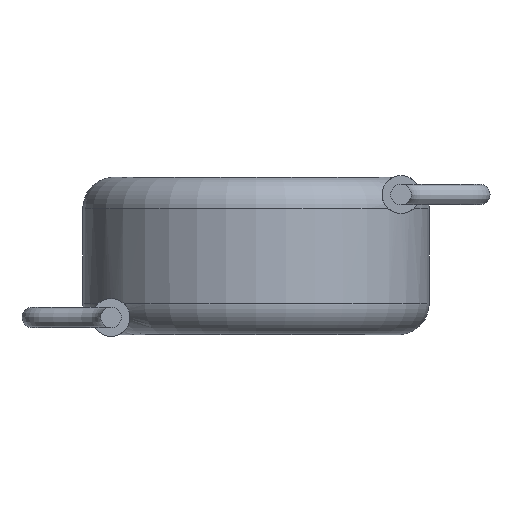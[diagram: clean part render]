
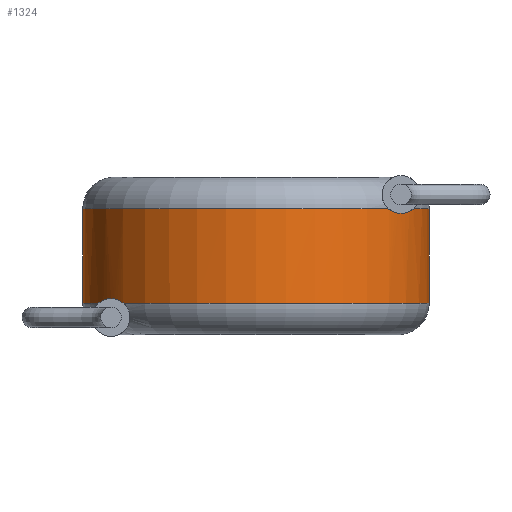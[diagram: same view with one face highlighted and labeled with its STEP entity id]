
A CAD part, front view. The second image highlights one B-rep face of the part: STEP entity #1324.
In plain terms, the highlighted cylindrical face has radius 5.5 mm (diameter 11 mm), a partial arc.
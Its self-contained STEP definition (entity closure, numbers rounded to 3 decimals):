
#1 = ORIENTED_EDGE ( 'NONE', *, *, #1850, .F. ) ;
#54 = VERTEX_POINT ( 'NONE', #240 ) ;
#133 = ORIENTED_EDGE ( 'NONE', *, *, #1951, .F. ) ;
#145 = FACE_OUTER_BOUND ( 'NONE', #2633, .T. ) ;
#197 = CARTESIAN_POINT ( 'NONE',  ( -4.208, -3.541, 1. ) ) ;
#202 = B_SPLINE_CURVE_WITH_KNOTS ( 'NONE', 3,
 ( #567, #1801, #2792, #1480 ),
 .UNSPECIFIED., .F., .F.,
 ( 4, 4 ),
 ( 0., 0. ),
 .UNSPECIFIED. ) ;
#240 = CARTESIAN_POINT ( 'NONE',  ( -5.5, 0., 1. ) ) ;
#352 = DIRECTION ( 'NONE',  ( 1., 0., 0. ) ) ;
#534 = DIRECTION ( 'NONE',  ( 0., 0., 1. ) ) ;
#552 = CARTESIAN_POINT ( 'NONE',  ( -4.92, -2.461, 1.062 ) ) ;
#567 = CARTESIAN_POINT ( 'NONE',  ( -4.998, -2.295, 1. ) ) ;
#623 = CARTESIAN_POINT ( 'NONE',  ( 5.5, 0., 4. ) ) ;
#702 = AXIS2_PLACEMENT_3D ( 'NONE', #1467, #2692, #1719 ) ;
#748 = EDGE_CURVE ( 'NONE', #3119, #3813, #202, .T. ) ;
#772 = EDGE_CURVE ( 'NONE', #2608, #1626, #3665, .T. ) ;
#805 = AXIS2_PLACEMENT_3D ( 'NONE', #2269, #3588, #352 ) ;
#857 = CARTESIAN_POINT ( 'NONE',  ( 4.604, -3.01, 3.851 ) ) ;
#875 = CARTESIAN_POINT ( 'NONE',  ( -4.559, -3.079, 1.151 ) ) ;
#977 = CIRCLE ( 'NONE', #3424, 5.5 ) ;
#1085 = VERTEX_POINT ( 'NONE', #623 ) ;
#1123 = CARTESIAN_POINT ( 'NONE',  ( 4.208, -3.541, 4. ) ) ;
#1139 = LINE ( 'NONE', #4159, #1282 ) ;
#1153 = CARTESIAN_POINT ( 'NONE',  ( 4.979, -2.336, 3.983 ) ) ;
#1166 = CARTESIAN_POINT ( 'NONE',  ( -4.349, -3.369, 1.097 ) ) ;
#1173 = CARTESIAN_POINT ( 'NONE',  ( 4.541, -3.106, 3.851 ) ) ;
#1177 = CARTESIAN_POINT ( 'NONE',  ( -4.277, -3.46, 1.06 ) ) ;
#1232 = DIRECTION ( 'NONE',  ( 1., 0., 0. ) ) ;
#1242 = ORIENTED_EDGE ( 'NONE', *, *, #748, .T. ) ;
#1282 = VECTOR ( 'NONE', #2227, 1000. ) ;
#1324 = ADVANCED_FACE ( 'NONE', ( #145 ), #3880, .T. ) ;
#1387 = VERTEX_POINT ( 'NONE', #3354 ) ;
#1458 = EDGE_CURVE ( 'NONE', #3503, #1387, #1753, .T. ) ;
#1467 = CARTESIAN_POINT ( 'NONE',  ( 0., 0., 4. ) ) ;
#1479 = CARTESIAN_POINT ( 'NONE',  ( -4.491, -3.178, 1.143 ) ) ;
#1480 = CARTESIAN_POINT ( 'NONE',  ( -4.969, -2.357, 1.024 ) ) ;
#1537 = B_SPLINE_CURVE_WITH_KNOTS ( 'NONE', 3,
 ( #3174, #4096, #3789, #1853 ),
 .UNSPECIFIED., .F., .F.,
 ( 4, 4 ),
 ( 0.003, 0.004 ),
 .UNSPECIFIED. ) ;
#1578 = DIRECTION ( 'NONE',  ( -1., 0., 0. ) ) ;
#1626 = VERTEX_POINT ( 'NONE', #3270 ) ;
#1651 = CIRCLE ( 'NONE', #702, 5.5 ) ;
#1675 = CARTESIAN_POINT ( 'NONE',  ( -4.998, -2.295, 1. ) ) ;
#1719 = DIRECTION ( 'NONE',  ( 1., 0., 0. ) ) ;
#1753 = CIRCLE ( 'NONE', #3299, 5.5 ) ;
#1763 = ORIENTED_EDGE ( 'NONE', *, *, #2757, .T. ) ;
#1795 = CARTESIAN_POINT ( 'NONE',  ( 4.208, -3.541, 4. ) ) ;
#1801 = CARTESIAN_POINT ( 'NONE',  ( -4.989, -2.316, 1.009 ) ) ;
#1825 = CARTESIAN_POINT ( 'NONE',  ( 4.998, -2.295, 4. ) ) ;
#1850 = EDGE_CURVE ( 'NONE', #1085, #3394, #3585, .T. ) ;
#1853 = CARTESIAN_POINT ( 'NONE',  ( 4.969, -2.357, 3.976 ) ) ;
#1951 = EDGE_CURVE ( 'NONE', #4128, #1626, #1537, .T. ) ;
#2042 = AXIS2_PLACEMENT_3D ( 'NONE', #2810, #2173, #1578 ) ;
#2064 = EDGE_CURVE ( 'NONE', #3503, #4128, #3985, .T. ) ;
#2088 = EDGE_CURVE ( 'NONE', #1387, #54, #1139, .T. ) ;
#2108 = CARTESIAN_POINT ( 'NONE',  ( 4.969, -2.357, 3.976 ) ) ;
#2115 = CARTESIAN_POINT ( 'NONE',  ( 4.272, -3.465, 3.944 ) ) ;
#2173 = DIRECTION ( 'NONE',  ( 0., 0., -1. ) ) ;
#2217 = EDGE_CURVE ( 'NONE', #54, #3119, #3730, .T. ) ;
#2227 = DIRECTION ( 'NONE',  ( 0., 0., -1. ) ) ;
#2269 = CARTESIAN_POINT ( 'NONE',  ( 0., 0., 1. ) ) ;
#2287 = B_SPLINE_CURVE_WITH_KNOTS ( 'NONE', 3,
 ( #197, #1177, #1166, #1479, #875, #2493, #2459, #2804, #552, #3441 ),
 .UNSPECIFIED., .F., .F.,
 ( 4, 2, 2, 2, 4 ),
 ( 0., 0., 0.001, 0.001, 0.001 ),
 .UNSPECIFIED. ) ;
#2332 = ORIENTED_EDGE ( 'NONE', *, *, #772, .T. ) ;
#2365 = ORIENTED_EDGE ( 'NONE', *, *, #2088, .T. ) ;
#2412 = ORIENTED_EDGE ( 'NONE', *, *, #2064, .F. ) ;
#2459 = CARTESIAN_POINT ( 'NONE',  ( -4.752, -2.772, 1.133 ) ) ;
#2460 = CARTESIAN_POINT ( 'NONE',  ( 4.998, -2.295, 4. ) ) ;
#2493 = CARTESIAN_POINT ( 'NONE',  ( -4.69, -2.876, 1.146 ) ) ;
#2510 = DIRECTION ( 'NONE',  ( 1., 0., 0. ) ) ;
#2543 = CARTESIAN_POINT ( 'NONE',  ( -4.969, -2.357, 1.024 ) ) ;
#2583 = CARTESIAN_POINT ( 'NONE',  ( 5.5, 0., 1. ) ) ;
#2608 = VERTEX_POINT ( 'NONE', #1825 ) ;
#2633 = EDGE_LOOP ( 'NONE', ( #1, #1763, #2332, #133, #2412, #3277, #2365, #2832, #1242, #2903, #2882 ) ) ;
#2692 = DIRECTION ( 'NONE',  ( 0., 0., -1. ) ) ;
#2754 = DIRECTION ( 'NONE',  ( 0., 0., -1. ) ) ;
#2757 = EDGE_CURVE ( 'NONE', #1085, #2608, #1651, .T. ) ;
#2788 = CARTESIAN_POINT ( 'NONE',  ( 4.342, -3.378, 3.907 ) ) ;
#2792 = CARTESIAN_POINT ( 'NONE',  ( -4.979, -2.336, 1.017 ) ) ;
#2802 = CARTESIAN_POINT ( 'NONE',  ( 4.475, -3.199, 3.861 ) ) ;
#2804 = CARTESIAN_POINT ( 'NONE',  ( -4.867, -2.565, 1.091 ) ) ;
#2810 = CARTESIAN_POINT ( 'NONE',  ( 0., 0., 5. ) ) ;
#2832 = ORIENTED_EDGE ( 'NONE', *, *, #2217, .T. ) ;
#2882 = ORIENTED_EDGE ( 'NONE', *, *, #3662, .T. ) ;
#2903 = ORIENTED_EDGE ( 'NONE', *, *, #3619, .F. ) ;
#3119 = VERTEX_POINT ( 'NONE', #1675 ) ;
#3165 = CARTESIAN_POINT ( 'NONE',  ( 4.989, -2.316, 3.991 ) ) ;
#3174 = CARTESIAN_POINT ( 'NONE',  ( 4.604, -3.01, 3.851 ) ) ;
#3270 = CARTESIAN_POINT ( 'NONE',  ( 4.969, -2.357, 3.976 ) ) ;
#3277 = ORIENTED_EDGE ( 'NONE', *, *, #1458, .T. ) ;
#3299 = AXIS2_PLACEMENT_3D ( 'NONE', #3529, #4118, #1232 ) ;
#3336 = CARTESIAN_POINT ( 'NONE',  ( 4.604, -3.01, 3.851 ) ) ;
#3345 = VERTEX_POINT ( 'NONE', #3388 ) ;
#3354 = CARTESIAN_POINT ( 'NONE',  ( -5.5, 0., 4. ) ) ;
#3388 = CARTESIAN_POINT ( 'NONE',  ( -4.208, -3.541, 1. ) ) ;
#3394 = VERTEX_POINT ( 'NONE', #2583 ) ;
#3424 = AXIS2_PLACEMENT_3D ( 'NONE', #4116, #534, #2510 ) ;
#3441 = CARTESIAN_POINT ( 'NONE',  ( -4.969, -2.357, 1.024 ) ) ;
#3503 = VERTEX_POINT ( 'NONE', #1123 ) ;
#3529 = CARTESIAN_POINT ( 'NONE',  ( 0., 0., 4. ) ) ;
#3532 = VECTOR ( 'NONE', #2754, 1000. ) ;
#3585 = LINE ( 'NONE', #3721, #3532 ) ;
#3588 = DIRECTION ( 'NONE',  ( 0., 0., 1. ) ) ;
#3619 = EDGE_CURVE ( 'NONE', #3345, #3813, #2287, .T. ) ;
#3662 = EDGE_CURVE ( 'NONE', #3345, #3394, #977, .T. ) ;
#3665 = B_SPLINE_CURVE_WITH_KNOTS ( 'NONE', 3,
 ( #2460, #3165, #1153, #2108 ),
 .UNSPECIFIED., .F., .F.,
 ( 4, 4 ),
 ( 0., 0. ),
 .UNSPECIFIED. ) ;
#3721 = CARTESIAN_POINT ( 'NONE',  ( 5.5, 0., 5. ) ) ;
#3730 = CIRCLE ( 'NONE', #805, 5.5 ) ;
#3789 = CARTESIAN_POINT ( 'NONE',  ( 4.865, -2.577, 3.896 ) ) ;
#3813 = VERTEX_POINT ( 'NONE', #2543 ) ;
#3880 = CYLINDRICAL_SURFACE ( 'NONE', #2042, 5.5 ) ;
#3985 = B_SPLINE_CURVE_WITH_KNOTS ( 'NONE', 3,
 ( #1795, #2115, #2788, #2802, #1173, #857 ),
 .UNSPECIFIED., .F., .F.,
 ( 4, 2, 4 ),
 ( 0.003, 0.003, 0.003 ),
 .UNSPECIFIED. ) ;
#4096 = CARTESIAN_POINT ( 'NONE',  ( 4.744, -2.795, 3.851 ) ) ;
#4116 = CARTESIAN_POINT ( 'NONE',  ( 0., 0., 1. ) ) ;
#4118 = DIRECTION ( 'NONE',  ( 0., 0., -1. ) ) ;
#4128 = VERTEX_POINT ( 'NONE', #3336 ) ;
#4159 = CARTESIAN_POINT ( 'NONE',  ( -5.5, 0., 5. ) ) ;
